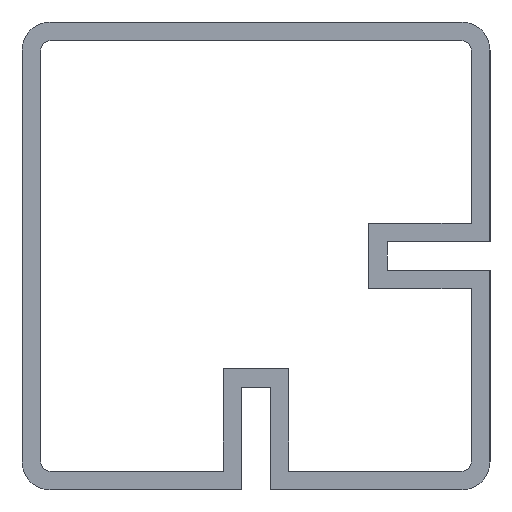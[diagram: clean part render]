
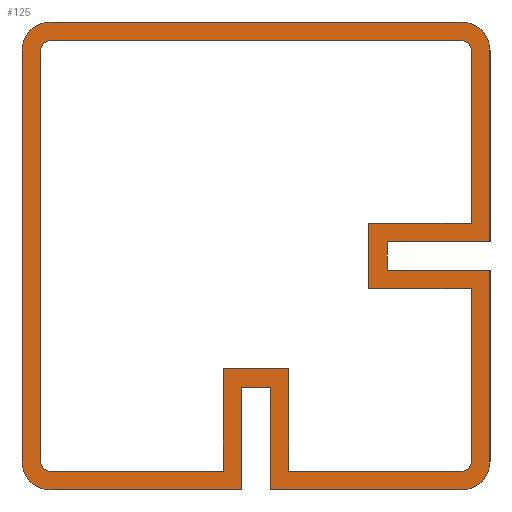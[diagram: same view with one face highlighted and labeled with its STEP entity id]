
A CAD part, left-side view. The second image highlights one B-rep face of the part: STEP entity #125.
In plain terms, the highlighted planar face has unit normal (-1, 0, 0).
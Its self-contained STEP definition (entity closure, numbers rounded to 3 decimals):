
#125=ADVANCED_FACE('',(#245,#246),#247,.T.);
#245=FACE_BOUND('',#357,.T.);
#246=FACE_OUTER_BOUND('',#358,.T.);
#247=PLANE('',#359);
#357=EDGE_LOOP('',(#655,#656,#657,#658,#659,#660,#661,#662,#663,#664,#665,#666,#667,#668,#669,#670));
#358=EDGE_LOOP('',(#671,#672,#673,#674,#675,#676,#677,#678,#679,#680,#681,#682,#683,#684,#685,#686));
#359=AXIS2_PLACEMENT_3D('',#687,#688,#689);
#655=ORIENTED_EDGE('',*,*,#694,.T.);
#656=ORIENTED_EDGE('',*,*,#754,.T.);
#657=ORIENTED_EDGE('',*,*,#750,.T.);
#658=ORIENTED_EDGE('',*,*,#746,.T.);
#659=ORIENTED_EDGE('',*,*,#742,.T.);
#660=ORIENTED_EDGE('',*,*,#738,.T.);
#661=ORIENTED_EDGE('',*,*,#734,.T.);
#662=ORIENTED_EDGE('',*,*,#730,.T.);
#663=ORIENTED_EDGE('',*,*,#726,.T.);
#664=ORIENTED_EDGE('',*,*,#722,.T.);
#665=ORIENTED_EDGE('',*,*,#718,.T.);
#666=ORIENTED_EDGE('',*,*,#714,.T.);
#667=ORIENTED_EDGE('',*,*,#710,.T.);
#668=ORIENTED_EDGE('',*,*,#706,.T.);
#669=ORIENTED_EDGE('',*,*,#702,.T.);
#670=ORIENTED_EDGE('',*,*,#698,.T.);
#671=ORIENTED_EDGE('',*,*,#818,.T.);
#672=ORIENTED_EDGE('',*,*,#758,.T.);
#673=ORIENTED_EDGE('',*,*,#763,.T.);
#674=ORIENTED_EDGE('',*,*,#767,.T.);
#675=ORIENTED_EDGE('',*,*,#771,.T.);
#676=ORIENTED_EDGE('',*,*,#775,.T.);
#677=ORIENTED_EDGE('',*,*,#779,.T.);
#678=ORIENTED_EDGE('',*,*,#783,.T.);
#679=ORIENTED_EDGE('',*,*,#787,.T.);
#680=ORIENTED_EDGE('',*,*,#791,.T.);
#681=ORIENTED_EDGE('',*,*,#795,.T.);
#682=ORIENTED_EDGE('',*,*,#799,.T.);
#683=ORIENTED_EDGE('',*,*,#803,.T.);
#684=ORIENTED_EDGE('',*,*,#807,.T.);
#685=ORIENTED_EDGE('',*,*,#811,.T.);
#686=ORIENTED_EDGE('',*,*,#815,.T.);
#687=CARTESIAN_POINT('',(0.0,-1.658,-1.658));
#688=DIRECTION('',(-1.0,0.0,0.0));
#689=DIRECTION('',(0.0,0.0,1.0));
#694=EDGE_CURVE('',#828,#826,#829,.T.);
#698=EDGE_CURVE('',#834,#828,#835,.T.);
#702=EDGE_CURVE('',#840,#834,#841,.T.);
#706=EDGE_CURVE('',#846,#840,#847,.T.);
#710=EDGE_CURVE('',#852,#846,#853,.T.);
#714=EDGE_CURVE('',#858,#852,#859,.T.);
#718=EDGE_CURVE('',#864,#858,#865,.T.);
#722=EDGE_CURVE('',#870,#864,#871,.T.);
#726=EDGE_CURVE('',#876,#870,#877,.T.);
#730=EDGE_CURVE('',#882,#876,#883,.T.);
#734=EDGE_CURVE('',#888,#882,#889,.T.);
#738=EDGE_CURVE('',#894,#888,#895,.T.);
#742=EDGE_CURVE('',#900,#894,#901,.T.);
#746=EDGE_CURVE('',#906,#900,#907,.T.);
#750=EDGE_CURVE('',#912,#906,#913,.T.);
#754=EDGE_CURVE('',#826,#912,#917,.T.);
#758=EDGE_CURVE('',#924,#922,#925,.T.);
#763=EDGE_CURVE('',#922,#930,#932,.T.);
#767=EDGE_CURVE('',#930,#936,#938,.T.);
#771=EDGE_CURVE('',#936,#942,#944,.T.);
#775=EDGE_CURVE('',#942,#948,#950,.T.);
#779=EDGE_CURVE('',#948,#954,#956,.T.);
#783=EDGE_CURVE('',#954,#960,#962,.T.);
#787=EDGE_CURVE('',#960,#966,#968,.T.);
#791=EDGE_CURVE('',#966,#972,#974,.T.);
#795=EDGE_CURVE('',#972,#978,#980,.T.);
#799=EDGE_CURVE('',#978,#984,#986,.T.);
#803=EDGE_CURVE('',#984,#990,#992,.T.);
#807=EDGE_CURVE('',#990,#996,#998,.T.);
#811=EDGE_CURVE('',#996,#1002,#1004,.T.);
#815=EDGE_CURVE('',#1002,#1008,#1010,.T.);
#818=EDGE_CURVE('',#1008,#924,#1013,.T.);
#826=VERTEX_POINT('',#1022);
#828=VERTEX_POINT('',#1025);
#829=LINE('',#1026,#1027);
#834=VERTEX_POINT('',#1034);
#835=LINE('',#1035,#1036);
#840=VERTEX_POINT('',#1042);
#841=CIRCLE('',#1043,1.);
#846=VERTEX_POINT('',#1050);
#847=LINE('',#1051,#1052);
#852=VERTEX_POINT('',#1058);
#853=CIRCLE('',#1059,1.);
#858=VERTEX_POINT('',#1066);
#859=LINE('',#1067,#1068);
#864=VERTEX_POINT('',#1074);
#865=CIRCLE('',#1075,1.);
#870=VERTEX_POINT('',#1082);
#871=LINE('',#1083,#1084);
#876=VERTEX_POINT('',#1091);
#877=LINE('',#1092,#1093);
#882=VERTEX_POINT('',#1100);
#883=LINE('',#1101,#1102);
#888=VERTEX_POINT('',#1109);
#889=LINE('',#1110,#1111);
#894=VERTEX_POINT('',#1118);
#895=LINE('',#1119,#1120);
#900=VERTEX_POINT('',#1126);
#901=CIRCLE('',#1127,1.);
#906=VERTEX_POINT('',#1134);
#907=LINE('',#1135,#1136);
#912=VERTEX_POINT('',#1143);
#913=LINE('',#1144,#1145);
#917=LINE('',#1151,#1152);
#922=VERTEX_POINT('',#1158);
#924=VERTEX_POINT('',#1161);
#925=LINE('',#1162,#1163);
#930=VERTEX_POINT('',#1169);
#932=CIRCLE('',#1172,3.);
#936=VERTEX_POINT('',#1177);
#938=LINE('',#1180,#1181);
#942=VERTEX_POINT('',#1185);
#944=CIRCLE('',#1188,3.);
#948=VERTEX_POINT('',#1193);
#950=LINE('',#1196,#1197);
#954=VERTEX_POINT('',#1201);
#956=CIRCLE('',#1204,3.);
#960=VERTEX_POINT('',#1209);
#962=LINE('',#1212,#1213);
#966=VERTEX_POINT('',#1218);
#968=LINE('',#1221,#1222);
#972=VERTEX_POINT('',#1227);
#974=LINE('',#1230,#1231);
#978=VERTEX_POINT('',#1236);
#980=LINE('',#1239,#1240);
#984=VERTEX_POINT('',#1245);
#986=LINE('',#1248,#1249);
#990=VERTEX_POINT('',#1253);
#992=CIRCLE('',#1256,3.);
#996=VERTEX_POINT('',#1261);
#998=LINE('',#1264,#1265);
#1002=VERTEX_POINT('',#1270);
#1004=LINE('',#1273,#1274);
#1008=VERTEX_POINT('',#1279);
#1010=LINE('',#1282,#1283);
#1013=LINE('',#1287,#1288);
#1022=CARTESIAN_POINT('',(0.0,-12.0,3.5));
#1025=CARTESIAN_POINT('',(0.0,-23.0,3.5));
#1026=CARTESIAN_POINT('',(0.0,-9.579,3.5));
#1027=VECTOR('',#1294,1.0);
#1034=CARTESIAN_POINT('',(0.0,-23.0,22.0));
#1035=CARTESIAN_POINT('',(0.0,-23.0,5.546));
#1036=VECTOR('',#1297,1.0);
#1042=CARTESIAN_POINT('',(0.0,-22.0,23.0));
#1043=AXIS2_PLACEMENT_3D('',#1302,#1303,#1304);
#1050=CARTESIAN_POINT('',(0.0,22.0,23.0));
#1051=CARTESIAN_POINT('',(0.0,-0.829,23.0));
#1052=VECTOR('',#1307,1.0);
#1058=CARTESIAN_POINT('',(0.0,23.0,22.0));
#1059=AXIS2_PLACEMENT_3D('',#1312,#1313,#1314);
#1066=CARTESIAN_POINT('',(0.0,23.0,-22.0));
#1067=CARTESIAN_POINT('',(0.0,23.0,-0.829));
#1068=VECTOR('',#1317,1.0);
#1074=CARTESIAN_POINT('',(0.0,22.0,-23.0));
#1075=AXIS2_PLACEMENT_3D('',#1322,#1323,#1324);
#1082=CARTESIAN_POINT('',(0.0,3.5,-23.0));
#1083=CARTESIAN_POINT('',(0.0,5.546,-23.0));
#1084=VECTOR('',#1327,1.0);
#1091=CARTESIAN_POINT('',(0.0,3.5,-12.0));
#1092=CARTESIAN_POINT('',(0.0,3.5,-9.579));
#1093=VECTOR('',#1330,1.0);
#1100=CARTESIAN_POINT('',(0.0,-3.5,-12.0));
#1101=CARTESIAN_POINT('',(0.0,-0.829,-12.0));
#1102=VECTOR('',#1333,1.0);
#1109=CARTESIAN_POINT('',(0.0,-3.5,-23.0));
#1110=CARTESIAN_POINT('',(0.0,-3.5,-9.579));
#1111=VECTOR('',#1336,1.0);
#1118=CARTESIAN_POINT('',(0.0,-22.0,-23.0));
#1119=CARTESIAN_POINT('',(0.0,-7.204,-23.0));
#1120=VECTOR('',#1339,1.0);
#1126=CARTESIAN_POINT('',(0.0,-23.0,-22.0));
#1127=AXIS2_PLACEMENT_3D('',#1344,#1345,#1346);
#1134=CARTESIAN_POINT('',(0.0,-23.0,-3.5));
#1135=CARTESIAN_POINT('',(0.0,-23.0,-7.204));
#1136=VECTOR('',#1349,1.0);
#1143=CARTESIAN_POINT('',(0.0,-12.0,-3.5));
#1144=CARTESIAN_POINT('',(0.0,-9.579,-3.5));
#1145=VECTOR('',#1352,1.0);
#1151=CARTESIAN_POINT('',(0.0,-12.0,-0.829));
#1152=VECTOR('',#1355,1.0);
#1158=CARTESIAN_POINT('',(0.0,-25.0,22.0));
#1161=CARTESIAN_POINT('',(0.0,-25.0,1.5));
#1162=CARTESIAN_POINT('',(0.0,-25.0,1.5));
#1163=VECTOR('',#1358,1.0);
#1169=CARTESIAN_POINT('',(0.0,-22.0,25.0));
#1172=AXIS2_PLACEMENT_3D('',#1364,#1365,#1366);
#1177=CARTESIAN_POINT('',(0.0,22.0,25.0));
#1180=CARTESIAN_POINT('',(0.0,-22.0,25.0));
#1181=VECTOR('',#1369,1.0);
#1185=CARTESIAN_POINT('',(0.0,25.0,22.0));
#1188=AXIS2_PLACEMENT_3D('',#1374,#1375,#1376);
#1193=CARTESIAN_POINT('',(0.0,25.0,-22.0));
#1196=CARTESIAN_POINT('',(0.0,25.0,22.0));
#1197=VECTOR('',#1379,1.0);
#1201=CARTESIAN_POINT('',(0.0,22.0,-25.0));
#1204=AXIS2_PLACEMENT_3D('',#1384,#1385,#1386);
#1209=CARTESIAN_POINT('',(0.0,1.5,-25.0));
#1212=CARTESIAN_POINT('',(0.0,22.0,-25.0));
#1213=VECTOR('',#1389,1.0);
#1218=CARTESIAN_POINT('',(0.0,1.5,-14.0));
#1221=CARTESIAN_POINT('',(0.0,1.5,-25.0));
#1222=VECTOR('',#1392,1.0);
#1227=CARTESIAN_POINT('',(0.0,-1.5,-14.0));
#1230=CARTESIAN_POINT('',(0.0,1.5,-14.0));
#1231=VECTOR('',#1395,1.0);
#1236=CARTESIAN_POINT('',(0.0,-1.5,-25.0));
#1239=CARTESIAN_POINT('',(0.0,-1.5,-14.0));
#1240=VECTOR('',#1398,1.0);
#1245=CARTESIAN_POINT('',(0.0,-22.0,-25.0));
#1248=CARTESIAN_POINT('',(0.0,-1.5,-25.0));
#1249=VECTOR('',#1401,1.0);
#1253=CARTESIAN_POINT('',(0.0,-25.0,-22.0));
#1256=AXIS2_PLACEMENT_3D('',#1406,#1407,#1408);
#1261=CARTESIAN_POINT('',(0.0,-25.0,-1.5));
#1264=CARTESIAN_POINT('',(0.0,-25.0,-22.0));
#1265=VECTOR('',#1411,1.0);
#1270=CARTESIAN_POINT('',(0.0,-14.0,-1.5));
#1273=CARTESIAN_POINT('',(0.0,-25.0,-1.5));
#1274=VECTOR('',#1414,1.0);
#1279=CARTESIAN_POINT('',(0.0,-14.0,1.5));
#1282=CARTESIAN_POINT('',(0.0,-14.0,-1.5));
#1283=VECTOR('',#1417,1.0);
#1287=CARTESIAN_POINT('',(0.0,-14.0,1.5));
#1288=VECTOR('',#1419,1.0);
#1294=DIRECTION('',(0.0,1.0,0.0));
#1297=DIRECTION('',(0.0,0.0,-1.0));
#1302=CARTESIAN_POINT('',(0.0,-22.0,22.0));
#1303=DIRECTION('',(1.0,-0.0,0.0));
#1304=DIRECTION('',(-0.0,-1.0,0.));
#1307=DIRECTION('',(0.0,-1.0,0.0));
#1312=CARTESIAN_POINT('',(0.0,22.0,22.0));
#1313=DIRECTION('',(1.0,0.0,-0.0));
#1314=DIRECTION('',(0.0,0.,1.0));
#1317=DIRECTION('',(0.0,-0.0,1.0));
#1322=CARTESIAN_POINT('',(0.0,22.0,-22.0));
#1323=DIRECTION('',(1.0,0.0,-0.0));
#1324=DIRECTION('',(0.0,1.0,0.));
#1327=DIRECTION('',(0.0,1.0,0.0));
#1330=DIRECTION('',(0.0,0.0,-1.0));
#1333=DIRECTION('',(0.0,1.0,0.0));
#1336=DIRECTION('',(0.0,-0.0,1.0));
#1339=DIRECTION('',(0.0,1.0,0.0));
#1344=CARTESIAN_POINT('',(0.0,-22.0,-22.0));
#1345=DIRECTION('',(1.0,-0.0,0.0));
#1346=DIRECTION('',(0.0,0.,-1.0));
#1349=DIRECTION('',(0.0,0.0,-1.0));
#1352=DIRECTION('',(0.0,-1.0,0.0));
#1355=DIRECTION('',(0.0,0.0,-1.0));
#1358=DIRECTION('',(0.0,0.0,1.0));
#1364=CARTESIAN_POINT('',(0.0,-22.0,22.0));
#1365=DIRECTION('',(-1.0,-0.0,0.0));
#1366=DIRECTION('',(0.0,-1.0,0.));
#1369=DIRECTION('',(0.0,1.0,0.0));
#1374=CARTESIAN_POINT('',(0.0,22.0,22.0));
#1375=DIRECTION('',(-1.0,0.0,0.0));
#1376=DIRECTION('',(0.0,0.,1.0));
#1379=DIRECTION('',(0.0,0.0,-1.0));
#1384=CARTESIAN_POINT('',(0.0,22.0,-22.0));
#1385=DIRECTION('',(-1.0,0.0,0.0));
#1386=DIRECTION('',(0.0,1.0,0.));
#1389=DIRECTION('',(0.0,-1.0,0.0));
#1392=DIRECTION('',(0.0,0.0,1.0));
#1395=DIRECTION('',(0.0,-1.0,0.0));
#1398=DIRECTION('',(0.0,0.0,-1.0));
#1401=DIRECTION('',(0.0,-1.0,0.0));
#1406=CARTESIAN_POINT('',(0.0,-22.0,-22.0));
#1407=DIRECTION('',(-1.0,0.0,0.0));
#1408=DIRECTION('',(0.0,0.,-1.0));
#1411=DIRECTION('',(0.0,0.0,1.0));
#1414=DIRECTION('',(0.0,1.0,0.0));
#1417=DIRECTION('',(0.0,0.0,1.0));
#1419=DIRECTION('',(0.0,-1.0,0.0));
